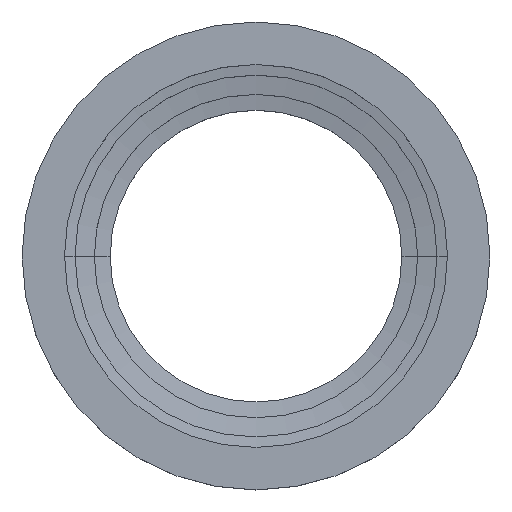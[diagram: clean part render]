
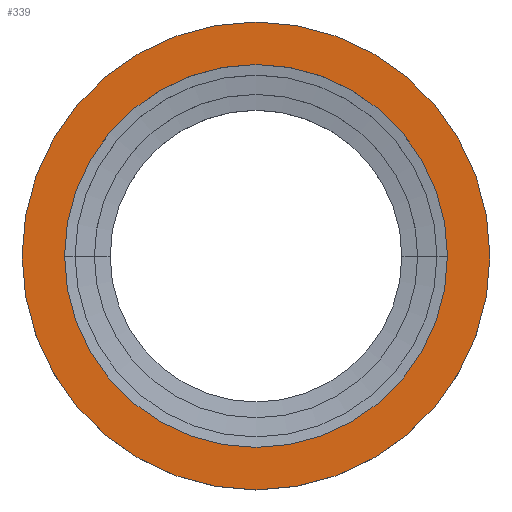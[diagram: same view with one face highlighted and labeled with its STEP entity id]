
A CAD part, top view. The second image highlights one B-rep face of the part: STEP entity #339.
In plain terms, the highlighted planar face has unit normal (0, 0, 1).
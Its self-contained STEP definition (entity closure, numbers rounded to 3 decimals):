
#15 = DIRECTION ( 'NONE',  ( -1., 0., 0. ) ) ;
#47 = DIRECTION ( 'NONE',  ( 0., 0., 1. ) ) ;
#59 = CARTESIAN_POINT ( 'NONE',  ( 0., 0., 0. ) ) ;
#66 = DIRECTION ( 'NONE',  ( 0., 0., 1. ) ) ;
#103 = EDGE_LOOP ( 'NONE', ( #434, #749 ) ) ;
#107 = CIRCLE ( 'NONE', #511, 315. ) ;
#170 = CARTESIAN_POINT ( 'NONE',  ( -257.8, 0., 0. ) ) ;
#177 = CARTESIAN_POINT ( 'NONE',  ( 0., 0., 0. ) ) ;
#216 = EDGE_LOOP ( 'NONE', ( #259, #369 ) ) ;
#217 = VERTEX_POINT ( 'NONE', #170 ) ;
#259 = ORIENTED_EDGE ( 'NONE', *, *, #563, .F. ) ;
#285 = PLANE ( 'NONE',  #820 ) ;
#304 = DIRECTION ( 'NONE',  ( 0., 0., 1. ) ) ;
#311 = DIRECTION ( 'NONE',  ( 0., 0., 1. ) ) ;
#323 = DIRECTION ( 'NONE',  ( 1., 0., 0. ) ) ;
#339 = ADVANCED_FACE ( 'NONE', ( #480, #746 ), #285, .F. ) ;
#342 = AXIS2_PLACEMENT_3D ( 'NONE', #59, #66, #323 ) ;
#358 = CIRCLE ( 'NONE', #675, 257.8 ) ;
#362 = DIRECTION ( 'NONE',  ( 1., 0., 0. ) ) ;
#369 = ORIENTED_EDGE ( 'NONE', *, *, #670, .F. ) ;
#378 = VERTEX_POINT ( 'NONE', #603 ) ;
#425 = CARTESIAN_POINT ( 'NONE',  ( 315., 0., 0. ) ) ;
#434 = ORIENTED_EDGE ( 'NONE', *, *, #604, .T. ) ;
#458 = CARTESIAN_POINT ( 'NONE',  ( 0., 0., 0. ) ) ;
#460 = CIRCLE ( 'NONE', #342, 315. ) ;
#480 = FACE_BOUND ( 'NONE', #216, .T. ) ;
#511 = AXIS2_PLACEMENT_3D ( 'NONE', #637, #47, #686 ) ;
#550 = VERTEX_POINT ( 'NONE', #556 ) ;
#556 = CARTESIAN_POINT ( 'NONE',  ( 257.8, 0., 0. ) ) ;
#563 = EDGE_CURVE ( 'NONE', #550, #217, #358, .T. ) ;
#588 = VERTEX_POINT ( 'NONE', #425 ) ;
#596 = DIRECTION ( 'NONE',  ( 0., 0., -1. ) ) ;
#598 = AXIS2_PLACEMENT_3D ( 'NONE', #458, #311, #846 ) ;
#603 = CARTESIAN_POINT ( 'NONE',  ( -315., 0., 0. ) ) ;
#604 = EDGE_CURVE ( 'NONE', #588, #378, #107, .T. ) ;
#607 = CARTESIAN_POINT ( 'NONE',  ( 0., 315., 0. ) ) ;
#613 = CIRCLE ( 'NONE', #598, 257.8 ) ;
#637 = CARTESIAN_POINT ( 'NONE',  ( 0., 0., 0. ) ) ;
#670 = EDGE_CURVE ( 'NONE', #217, #550, #613, .T. ) ;
#673 = EDGE_CURVE ( 'NONE', #378, #588, #460, .T. ) ;
#675 = AXIS2_PLACEMENT_3D ( 'NONE', #177, #304, #362 ) ;
#686 = DIRECTION ( 'NONE',  ( 1., 0., 0. ) ) ;
#746 = FACE_OUTER_BOUND ( 'NONE', #103, .T. ) ;
#749 = ORIENTED_EDGE ( 'NONE', *, *, #673, .T. ) ;
#820 = AXIS2_PLACEMENT_3D ( 'NONE', #607, #596, #15 ) ;
#846 = DIRECTION ( 'NONE',  ( 1., 0., 0. ) ) ;
